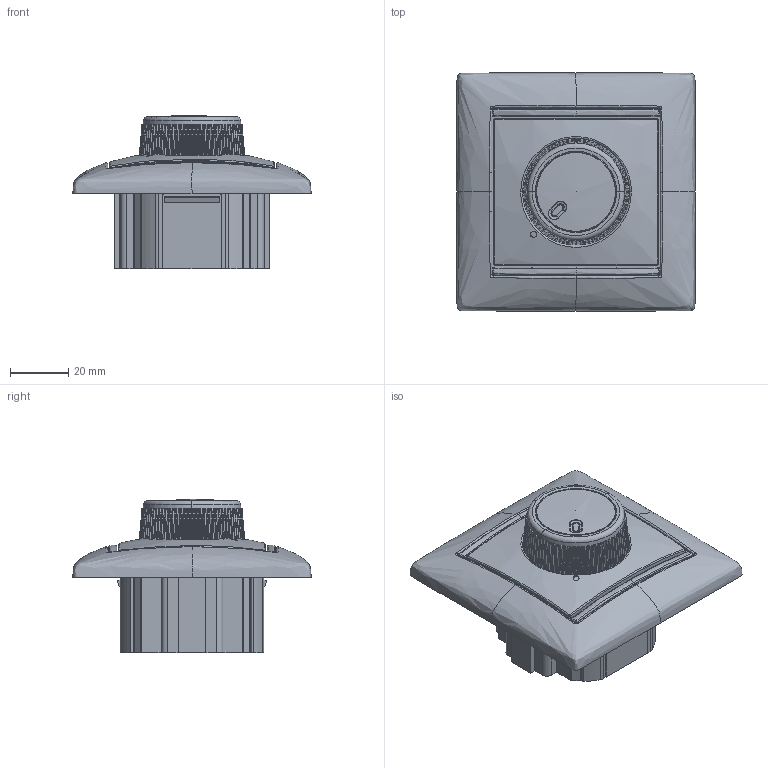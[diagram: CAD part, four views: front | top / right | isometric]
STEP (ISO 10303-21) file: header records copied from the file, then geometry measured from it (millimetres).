
FILE_DESCRIPTION (( 'STEP AP214' ), '1' );
FILE_NAME ('774263.STEP', '2025-09-02T10:27:37', ( '' ), ( '' ), 'SwSTEP 2.0', 'SolidWorks 2022', '' );
FILE_SCHEMA (( 'AUTOMOTIVE_DESIGN' ));
Length unit declared in the file: millimetre
Products named in the file (1): 774263
Bounding box: 82 x 82 x 52.7 mm (x, y, z)
Volume: 130389.6 mm3; surface area: 27616.9 mm2
Topology: 2 solids, 10 shells, 867 faces, 2334 edges, 1476 vertices
Faces by surface type: bspline 436, cone 183, plane 174, cylinder 52, sphere 14, torus 8
Entity records: 61748 total; most frequent: CARTESIAN_POINT 44570, ORIENTED_EDGE 4614, EDGE_CURVE 2307, DIRECTION 1837, B_SPLINE_CURVE_WITH_KNOTS 1561, VERTEX_POINT 1468, EDGE_LOOP 879, ADVANCED_FACE 865
